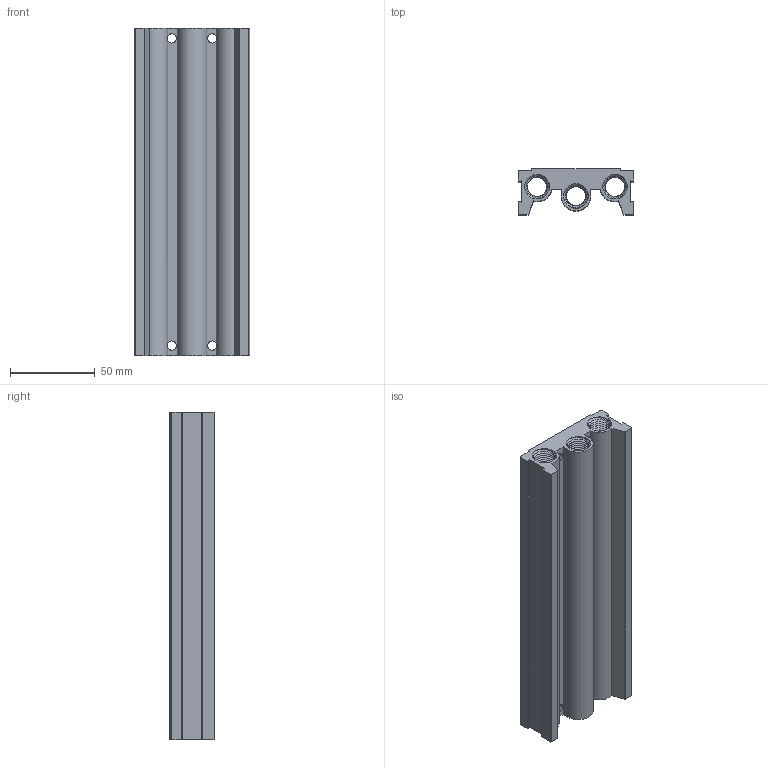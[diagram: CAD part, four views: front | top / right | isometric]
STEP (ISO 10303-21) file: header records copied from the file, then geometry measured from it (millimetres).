
FILE_DESCRIPTION (( 'STEP AP203' ), '1' );
FILE_NAME ('mf4500-m06.STEP', '2013-02-05T01:19:11', ( '' ), ( '' ), 'SwSTEP 2.0', 'SolidWorks 2008', '' );
FILE_SCHEMA (( 'CONFIG_CONTROL_DESIGN' ));
Length unit declared in the file: millimetre
Products named in the file (1): mf4500-m06
Bounding box: 68 x 27 x 193.5 mm (x, y, z)
Volume: 174664.7 mm3; surface area: 77114.8 mm2
Topology: 1 solids, 1 shells, 364 faces, 1106 edges, 764 vertices
Faces by surface type: cylinder 221, plane 95, cone 24, bspline 24
Entity records: 23336 total; most frequent: CARTESIAN_POINT 14002, ORIENTED_EDGE 2212, DIRECTION 1666, EDGE_CURVE 1106, VERTEX_POINT 764, AXIS2_PLACEMENT_3D 651, EDGE_LOOP 434, VECTOR 364
